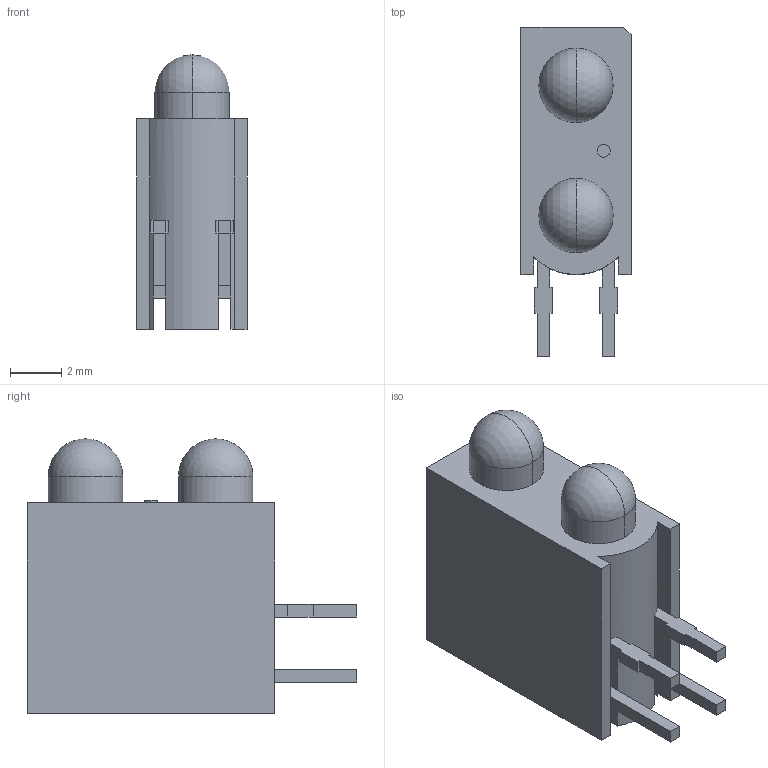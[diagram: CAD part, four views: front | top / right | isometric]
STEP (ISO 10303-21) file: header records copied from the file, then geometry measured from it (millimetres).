
FILE_DESCRIPTION (( 'STEP AP214' ), '1' );
FILE_NAME ('XNC2Lxx147.STEP', '2015-09-08T18:23:22', ( '' ), ( '' ), 'SwSTEP 2.0', 'SolidWorks 2012', '' );
FILE_SCHEMA (( 'AUTOMOTIVE_DESIGN' ));
Length unit declared in the file: millimetre
Products named in the file (1): XNC2Lxx147
Bounding box: 4.3 x 12.85 x 10.7 mm (x, y, z)
Volume: 348.2 mm3; surface area: 451.2 mm2
Topology: 1 solids, 1 shells, 264 faces, 723 edges, 476 vertices
Faces by surface type: plane 183, bspline 68, cylinder 9, sphere 4
Entity records: 13131 total; most frequent: CARTESIAN_POINT 4648, ORIENTED_EDGE 1430, DIRECTION 999, EDGE_CURVE 715, VECTOR 553, LINE 553, VERTEX_POINT 472, EDGE_LOOP 283
